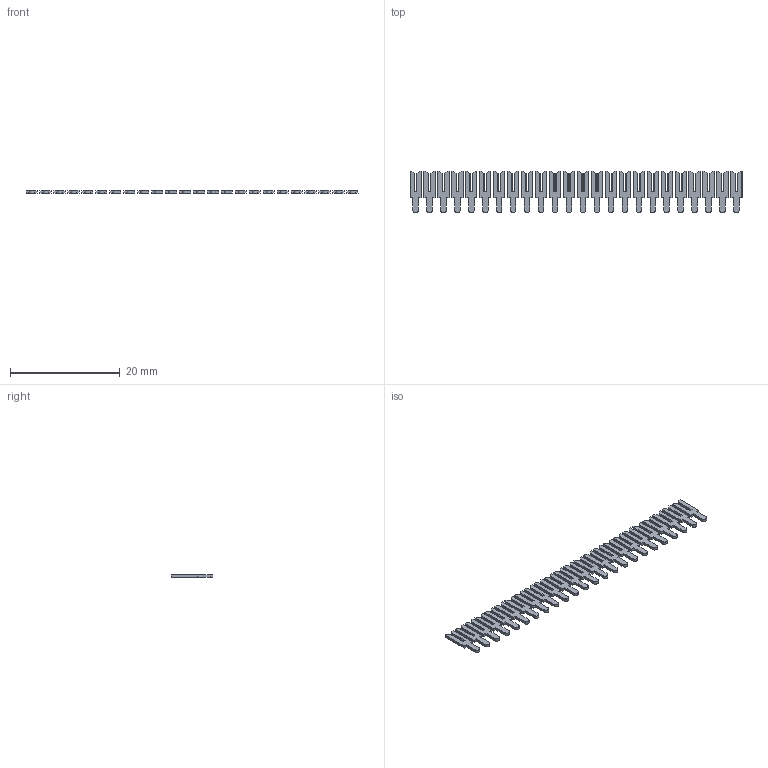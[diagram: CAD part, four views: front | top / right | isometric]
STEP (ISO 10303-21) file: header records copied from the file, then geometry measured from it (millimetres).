
FILE_DESCRIPTION (( 'STEP AP203' ), '1' );
FILE_NAME ('103-024-253-100.STEP', '2020-04-16T15:51:46', ( '' ), ( '' ), 'SwSTEP 2.0', 'SolidWorks 2016', '' );
FILE_SCHEMA (( 'CONFIG_CONTROL_DESIGN' ));
Length unit declared in the file: inch
Products named in the file (2): 103-024-253-100; 100-290-001_100-290-253
Assembly tree (24 placements, depth 2):
  103-024-253-100
    100-290-001_100-290-253  x24
Bounding box: 60.45 x 7.62 x 0.51 mm (x, y, z)
Volume: 132.4 mm3; surface area: 825.8 mm2
Topology: 24 solids, 24 shells, 480 faces, 1296 edges, 864 vertices
Faces by surface type: plane 456, cylinder 24
Entity records: 1556 total; most frequent: DIRECTION 150, CARTESIAN_POINT 137, ORIENTED_EDGE 108, LOCAL_TIME 58, DATE_AND_TIME 58, CALENDAR_DATE 58, COORDINATED_UNIVERSAL_TIME_OFFSET 58, EDGE_CURVE 54
